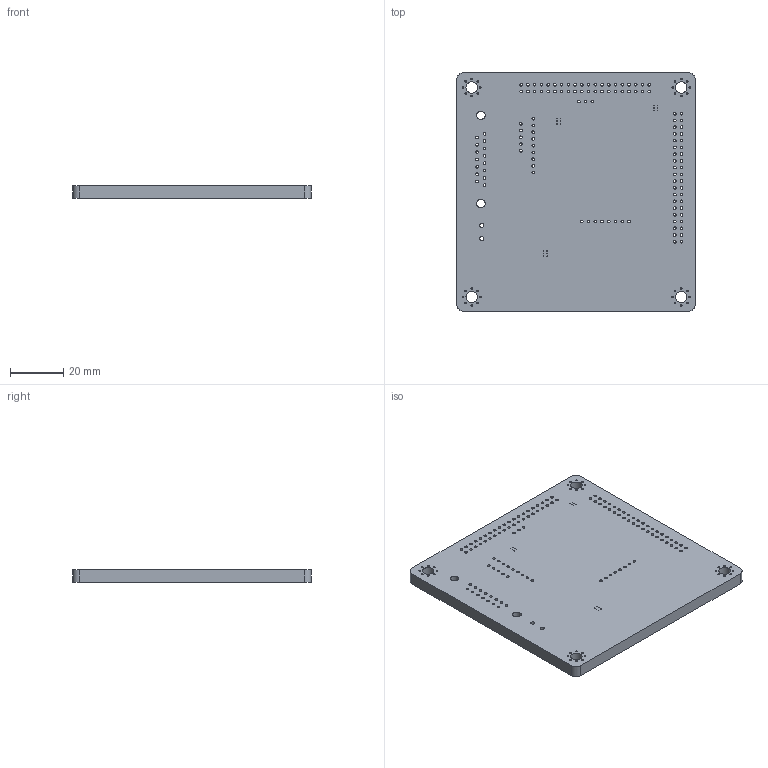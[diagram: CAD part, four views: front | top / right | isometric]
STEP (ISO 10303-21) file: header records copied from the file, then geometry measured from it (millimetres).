
FILE_DESCRIPTION(('KiCad electronic assembly'),'2;1');
FILE_NAME('FlightComputer.step','2023-01-27T14:06:46',('Pcbnew'),( 'Kicad'),'Open CASCADE STEP processor 7.6','KiCad to STEP converter' ,'Unknown');
FILE_SCHEMA(('AUTOMOTIVE_DESIGN { 1 0 10303 214 1 1 1 1 }'));
Length unit declared in the file: millimetre
Products named in the file (2): FlightComputer 1; FlightComputer PCB
Assembly tree (1 placements, depth 2):
  FlightComputer 1
    FlightComputer PCB
Bounding box: 90 x 90 x 4.69 mm (x, y, z)
Volume: 37111.5 mm3; surface area: 19989.7 mm2
Topology: 1 solids, 1 shells, 188 faces, 558 edges, 372 vertices
Faces by surface type: cylinder 182, plane 6
Full cylindrical faces by diameter (mm): 0.2 x18, 0.6 x32, 1 x120, 1.5 x2, 3.2 x2, 4.3 x4
Entity records: 14539 total; most frequent: DIRECTION 2418, CARTESIAN_POINT 2236, ORIENTED_EDGE 1116, PCURVE 1116, DEFINITIONAL_REPRESENTATION 1116, LINE 946, VECTOR 946, CIRCLE 728
